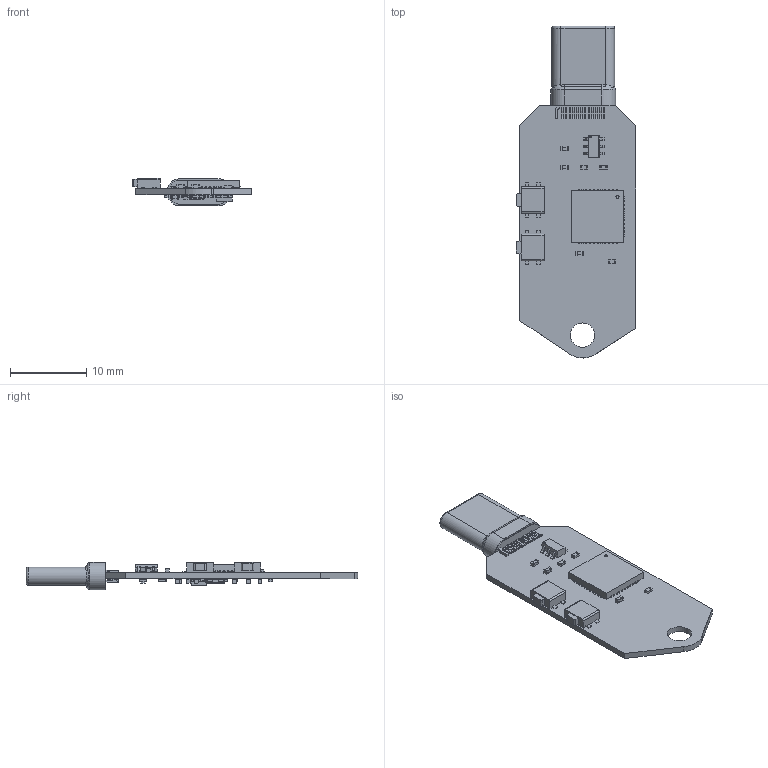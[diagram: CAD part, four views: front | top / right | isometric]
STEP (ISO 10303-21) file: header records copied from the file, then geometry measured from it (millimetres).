
FILE_DESCRIPTION(/* description */ (''),/* implementation_level */ '2;1');
FILE_NAME(/* name */ 'HIDKey_v1.step',/* time_stamp */ '2023-10-03T10:32:20+03:00',/* author */ (''),/* organization */ (''),/* preprocessor_version */ 'ST-DEVELOPER v20',/* originating_system */ 'Autodesk Translation Framework v12.14.0.127',/* authorisation */ '');
FILE_SCHEMA (('AUTOMOTIVE_DESIGN { 1 0 10303 214 3 1 1 }'));
Length unit declared in the file: millimetre
Products named in the file (24): Bocal_HIDKey; IP4220CZ6; COMPOUND; u261-24xn-4bs60; COMPOUND (3); KLS7-TS5401; SOLID (2); QFN-44-1EP_7x7mm_P0.5mm_EP5.2x5.2mm; SOLID (4); C_0402_1005Metric; SOLID; LED_0402_1005Metric; SOLID (3); FOSHAN-FM-B2020RGBA-HG; COMPOUND (1); R_0402_1005Metric; SOLID (1) (1); SMD2520; COMPOUND (2); Bocal_HIDKey PCB; R_0402_1005Metric (1); SOLID (1) (1) (1); LED_0402_1005Metric (1); SOLID (3) (1)
Assembly tree (43 placements, depth 3):
  Bocal_HIDKey
    C_0402_1005Metric  x10
      SOLID
    IP4220CZ6
      COMPOUND
    u261-24xn-4bs60
      COMPOUND (3)
    R_0402_1005Metric  x11
      SOLID (1) (1)
    KLS7-TS5401  x2
      SOLID (2)
    QFN-44-1EP_7x7mm_P0.5mm_EP5.2x5.2mm
      SOLID (4)
    LED_0402_1005Metric
      SOLID (3)
    FOSHAN-FM-B2020RGBA-HG
      COMPOUND (1)
    SMD2520
      COMPOUND (2)
    Bocal_HIDKey PCB
    R_0402_1005Metric (1)
      SOLID (1) (1) (1)
    LED_0402_1005Metric (1)
      SOLID (3) (1)
Bounding box: 15.69 x 43.62 x 3.65 mm (x, y, z)
Volume: 639.6 mm3; surface area: 1731.3 mm2
Topology: 70 solids, 70 shells, 1835 faces, 4881 edges, 3222 vertices
Faces by surface type: plane 1304, cylinder 507, torus 12, bspline 8, cone 4
Full cylindrical faces by diameter (mm): 0.221 x2, 0.4 x1, 0.5 x4, 0.6 x4, 1.412 x1, 3.2 x1
Entity records: 42007 total; most frequent: CARTESIAN_POINT 7812, ORIENTED_EDGE 6914, DIRECTION 6779, EDGE_CURVE 3457, LINE 2793, VECTOR 2793, VERTEX_POINT 2286, AXIS2_PLACEMENT_3D 1993
